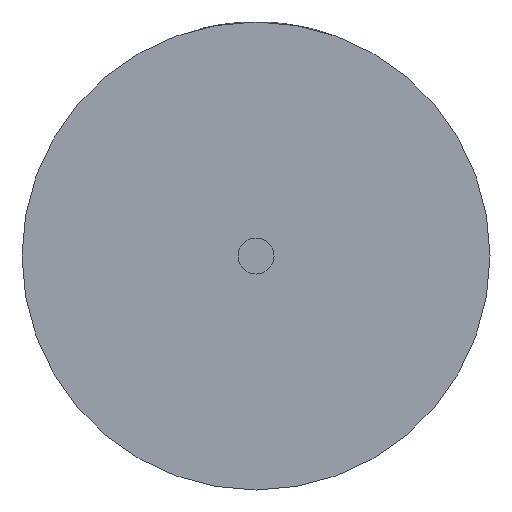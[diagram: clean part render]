
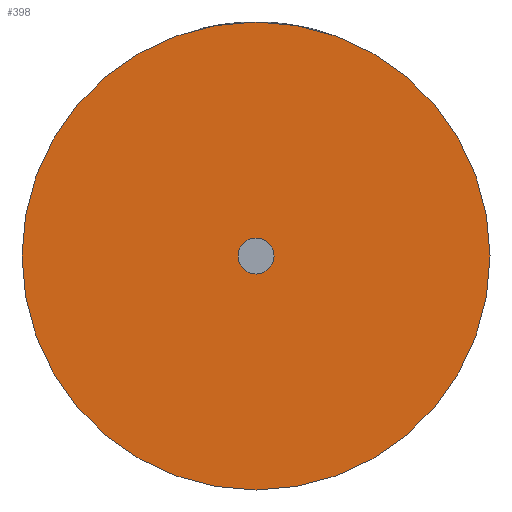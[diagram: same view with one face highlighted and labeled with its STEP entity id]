
A CAD part, front view. The second image highlights one B-rep face of the part: STEP entity #398.
In plain terms, the highlighted planar face has unit normal (0, -1, 0).
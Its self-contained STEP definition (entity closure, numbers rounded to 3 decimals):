
#8 = AXIS2_PLACEMENT_3D ( 'NONE', #746, #426, #182 ) ;
#23 = CARTESIAN_POINT ( 'NONE',  ( 0., 0., -6.5 ) ) ;
#35 = VERTEX_POINT ( 'NONE', #23 ) ;
#51 = CARTESIAN_POINT ( 'NONE',  ( 0., 0., 6.5 ) ) ;
#56 = CARTESIAN_POINT ( 'NONE',  ( 0., 0., 0. ) ) ;
#63 = ORIENTED_EDGE ( 'NONE', *, *, #761, .F. ) ;
#142 = AXIS2_PLACEMENT_3D ( 'NONE', #1245, #926, #477 ) ;
#152 = FACE_OUTER_BOUND ( 'NONE', #205, .T. ) ;
#182 = DIRECTION ( 'NONE',  ( 0., 0., 1. ) ) ;
#187 = CARTESIAN_POINT ( 'NONE',  ( 0., 0., 0. ) ) ;
#205 = EDGE_LOOP ( 'NONE', ( #281, #63 ) ) ;
#257 = CARTESIAN_POINT ( 'NONE',  ( 0., 0., 0.5 ) ) ;
#272 = CIRCLE ( 'NONE', #708, 0.5 ) ;
#281 = ORIENTED_EDGE ( 'NONE', *, *, #783, .F. ) ;
#390 = EDGE_CURVE ( 'NONE', #743, #1396, #272, .T. ) ;
#398 = ADVANCED_FACE ( 'NONE', ( #970, #152 ), #633, .F. ) ;
#407 = DIRECTION ( 'NONE',  ( 0., 0., 1. ) ) ;
#418 = EDGE_CURVE ( 'NONE', #1396, #743, #1328, .T. ) ;
#426 = DIRECTION ( 'NONE',  ( 0., 1., 0. ) ) ;
#453 = AXIS2_PLACEMENT_3D ( 'NONE', #56, #1029, #817 ) ;
#460 = AXIS2_PLACEMENT_3D ( 'NONE', #187, #613, #731 ) ;
#477 = DIRECTION ( 'NONE',  ( 0., 0., 1. ) ) ;
#527 = DIRECTION ( 'NONE',  ( 0., -1., 0. ) ) ;
#613 = DIRECTION ( 'NONE',  ( 0., -1., 0. ) ) ;
#633 = PLANE ( 'NONE',  #8 ) ;
#708 = AXIS2_PLACEMENT_3D ( 'NONE', #1181, #527, #407 ) ;
#731 = DIRECTION ( 'NONE',  ( 0., 0., 1. ) ) ;
#743 = VERTEX_POINT ( 'NONE', #257 ) ;
#746 = CARTESIAN_POINT ( 'NONE',  ( 0., 0., 0. ) ) ;
#761 = EDGE_CURVE ( 'NONE', #1338, #35, #1079, .T. ) ;
#783 = EDGE_CURVE ( 'NONE', #35, #1338, #1310, .T. ) ;
#817 = DIRECTION ( 'NONE',  ( 0., 0., 1. ) ) ;
#926 = DIRECTION ( 'NONE',  ( 0., 1., 0. ) ) ;
#966 = ORIENTED_EDGE ( 'NONE', *, *, #418, .F. ) ;
#970 = FACE_BOUND ( 'NONE', #1371, .T. ) ;
#1029 = DIRECTION ( 'NONE',  ( 0., 1., 0. ) ) ;
#1068 = CARTESIAN_POINT ( 'NONE',  ( 0., 0., -0.5 ) ) ;
#1079 = CIRCLE ( 'NONE', #142, 6.5 ) ;
#1181 = CARTESIAN_POINT ( 'NONE',  ( 0., 0., 0. ) ) ;
#1245 = CARTESIAN_POINT ( 'NONE',  ( 0., 0., 0. ) ) ;
#1310 = CIRCLE ( 'NONE', #453, 6.5 ) ;
#1321 = ORIENTED_EDGE ( 'NONE', *, *, #390, .F. ) ;
#1328 = CIRCLE ( 'NONE', #460, 0.5 ) ;
#1338 = VERTEX_POINT ( 'NONE', #51 ) ;
#1371 = EDGE_LOOP ( 'NONE', ( #1321, #966 ) ) ;
#1396 = VERTEX_POINT ( 'NONE', #1068 ) ;
